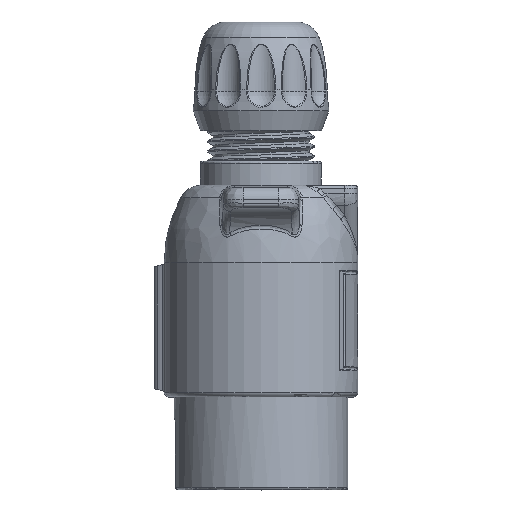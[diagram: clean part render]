
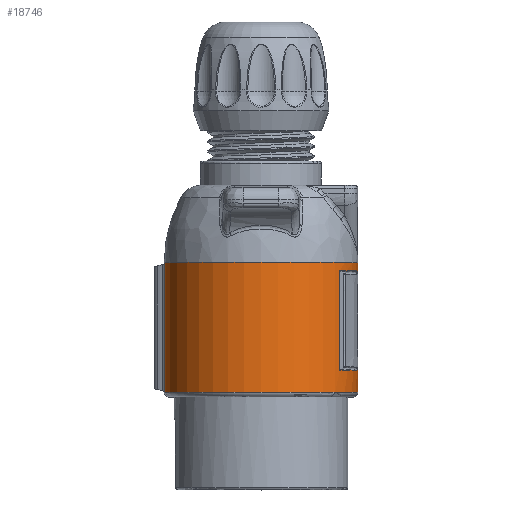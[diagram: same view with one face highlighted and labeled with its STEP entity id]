
A CAD part, top view. The second image highlights one B-rep face of the part: STEP entity #18746.
In plain terms, the highlighted cylindrical face has radius 20.024 mm (diameter 40.048 mm), a partial arc.
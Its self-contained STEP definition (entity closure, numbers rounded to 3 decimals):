
#3832=CARTESIAN_POINT('',(22.229,27.8,-0.022));
#3833=DIRECTION('',(0.,-1.,0.));
#3834=DIRECTION('',(1.,0.,0.001));
#3835=AXIS2_PLACEMENT_3D('',#3832,#3833,#3834);
#4730=DIRECTION('',(-0.001,-1.,0.));
#4731=VECTOR('',#4730,1.7);
#4732=CARTESIAN_POINT('',(42.252,27.8,0.));
#4733=LINE('',#4732,#4731);
#4734=CARTESIAN_POINT('',(42.251,26.1,0.));
#4735=CARTESIAN_POINT('',(42.25,26.1,0.458));
#4736=CARTESIAN_POINT('',(42.221,26.1,1.374));
#4737=CARTESIAN_POINT('',(42.077,26.1,2.741));
#4738=CARTESIAN_POINT('',(41.841,26.1,4.095));
#4739=CARTESIAN_POINT('',(41.513,26.1,5.43));
#4740=CARTESIAN_POINT('',(41.094,26.1,6.739));
#4741=CARTESIAN_POINT('',(40.586,26.1,8.016));
#4742=CARTESIAN_POINT('',(39.992,26.1,9.255));
#4743=CARTESIAN_POINT('',(39.314,26.1,10.45));
#4744=CARTESIAN_POINT('',(38.811,26.1,11.216));
#4745=CARTESIAN_POINT('',(38.545,26.1,11.589));
#4747=DIRECTION('',(0.,-1.,0.));
#4748=VECTOR('',#4747,20.6);
#4749=CARTESIAN_POINT('',(38.545,26.1,11.589));
#4750=LINE('',#4749,#4748);
#4751=CARTESIAN_POINT('',(22.229,5.5,-0.022));
#4752=DIRECTION('',(0.,1.,0.));
#4753=DIRECTION('',(0.815,0.,0.58));
#4754=AXIS2_PLACEMENT_3D('',#4751,#4752,#4753);
#4756=DIRECTION('',(0.,-1.,0.));
#4757=VECTOR('',#4756,4.5);
#4758=CARTESIAN_POINT('',(42.251,5.5,0.));
#4759=LINE('',#4758,#4757);
#4760=CARTESIAN_POINT('',(22.229,1.,-0.022));
#4761=DIRECTION('',(0.,-1.,0.));
#4762=DIRECTION('',(1.,0.,0.001));
#4763=AXIS2_PLACEMENT_3D('',#4760,#4761,#4762);
#4765=DIRECTION('',(0.,1.,0.));
#4766=VECTOR('',#4765,26.8);
#4767=CARTESIAN_POINT('',(2.205,1.,
0.));
#4768=LINE('',#4767,#4766);
#4769=CARTESIAN_POINT('',(2.236,1.15,1.084));
#4770=CARTESIAN_POINT('',(2.247,1.146,1.283));
#4771=CARTESIAN_POINT('',(2.274,1.137,1.681));
#4772=CARTESIAN_POINT('',(2.334,1.115,2.277));
#4773=CARTESIAN_POINT('',(2.386,1.097,2.673));
#4774=CARTESIAN_POINT('',(2.415,1.087,2.871));
#4776=CARTESIAN_POINT('',(2.415,27.594,2.871));
#4777=CARTESIAN_POINT('',(2.386,27.584,2.673));
#4778=CARTESIAN_POINT('',(2.334,27.566,2.277));
#4779=CARTESIAN_POINT('',(2.274,27.544,1.681));
#4780=CARTESIAN_POINT('',(2.247,27.535,1.283));
#4781=CARTESIAN_POINT('',(2.236,27.531,1.084));
#4800=CARTESIAN_POINT('',(38.545,26.1,11.589));
#5180=CARTESIAN_POINT('',(2.205,27.8,0.));
#5350=CARTESIAN_POINT('',(42.252,1.,
0.));
#8210=DIRECTION('',(0.,-1.,0.));
#8211=VECTOR('',#8210,26.507);
#8212=CARTESIAN_POINT('',(2.415,27.594,2.871));
#8213=LINE('',#8212,#8211);
#8293=DIRECTION('',(0.,1.,0.));
#8294=VECTOR('',#8293,26.382);
#8295=CARTESIAN_POINT('',(2.236,1.15,1.084));
#8296=LINE('',#8295,#8294);
#10175=CARTESIAN_POINT('',(42.25,26.1,
0.));
#10177=VERTEX_POINT('',#10175);
#10179=VERTEX_POINT('',#4800);
#10198=CARTESIAN_POINT('',(42.252,27.8,
0.));
#10199=VERTEX_POINT('',#10198);
#10230=VERTEX_POINT('',#5180);
#10231=CARTESIAN_POINT('',(2.205,1.,
0.));
#10232=VERTEX_POINT('',#10231);
#10284=VERTEX_POINT('',#5350);
#10285=CARTESIAN_POINT('',(42.251,5.5,0.));
#10286=VERTEX_POINT('',#10285);
#10451=CARTESIAN_POINT('',(38.545,5.5,11.589));
#10452=VERTEX_POINT('',#10451);
#10453=CARTESIAN_POINT('',(2.236,1.15,1.084));
#10454=CARTESIAN_POINT('',(2.236,27.531,1.084));
#10455=VERTEX_POINT('',#10453);
#10456=VERTEX_POINT('',#10454);
#10457=VERTEX_POINT('',#4774);
#10458=CARTESIAN_POINT('',(2.415,27.594,2.871));
#10459=VERTEX_POINT('',#10458);
#18716=CARTESIAN_POINT('',(22.229,14.4,-0.022));
#18717=DIRECTION('',(0.,1.,0.));
#18718=DIRECTION('',(-1.,0.,0.001));
#18719=AXIS2_PLACEMENT_3D('',#18716,#18717,#18718);
#18720=CYLINDRICAL_SURFACE('',#18719,20.024);
#18721=ORIENTED_EDGE('',*,*,#16952,.F.);
#18722=ORIENTED_EDGE('',*,*,#11501,.T.);
#18723=ORIENTED_EDGE('',*,*,#11472,.T.);
#18725=ORIENTED_EDGE('',*,*,#18724,.T.);
#18727=ORIENTED_EDGE('',*,*,#18726,.T.);
#18729=ORIENTED_EDGE('',*,*,#18728,.T.);
#18731=ORIENTED_EDGE('',*,*,#18730,.T.);
#18733=ORIENTED_EDGE('',*,*,#18732,.T.);
#18734=EDGE_LOOP('',(#18721,#18722,#18723,#18725,#18727,#18729,#18731,#18733));
#18735=FACE_OUTER_BOUND('',#18734,.F.);
#18737=ORIENTED_EDGE('',*,*,#18736,.F.);
#18739=ORIENTED_EDGE('',*,*,#18738,.T.);
#18741=ORIENTED_EDGE('',*,*,#18740,.F.);
#18743=ORIENTED_EDGE('',*,*,#18742,.T.);
#18744=EDGE_LOOP('',(#18737,#18739,#18741,#18743));
#18745=FACE_BOUND('',#18744,.F.);
#18746=ADVANCED_FACE('',(#18735,#18745),#18720,.T.);
#3836=CIRCLE('',#3835,20.024);
#4746=B_SPLINE_CURVE_WITH_KNOTS('',3,(#4734,#4735,#4736,#4737,#4738,#4739,#4740,
#4741,#4742,#4743,#4744,#4745),.UNSPECIFIED.,.F.,.F.,(4,1,1,1,1,1,1,1,1,4),
(0.,0.111,0.222,0.333,0.444,
0.556,0.667,0.778,0.889,1.),
.UNSPECIFIED.);
#4755=CIRCLE('',#4754,20.024);
#4764=CIRCLE('',#4763,20.024);
#4775=B_SPLINE_CURVE_WITH_KNOTS('',3,(#4769,#4770,#4771,#4772,#4773,#4774),
.UNSPECIFIED.,.F.,.F.,(4,1,1,4),(0.,0.333,0.667,1.),
.UNSPECIFIED.);
#4782=B_SPLINE_CURVE_WITH_KNOTS('',3,(#4776,#4777,#4778,#4779,#4780,#4781),
.UNSPECIFIED.,.F.,.F.,(4,1,1,4),(0.,0.333,0.667,1.),
.UNSPECIFIED.);
#11472=EDGE_CURVE('',#10177,#10179,#4746,.T.);
#11501=EDGE_CURVE('',#10199,#10177,#4733,.T.);
#16952=EDGE_CURVE('',#10199,#10230,#3836,.T.);
#18724=EDGE_CURVE('',#10179,#10452,#4750,.T.);
#18726=EDGE_CURVE('',#10452,#10286,#4755,.T.);
#18728=EDGE_CURVE('',#10286,#10284,#4759,.T.);
#18730=EDGE_CURVE('',#10284,#10232,#4764,.T.);
#18732=EDGE_CURVE('',#10232,#10230,#4768,.T.);
#18736=EDGE_CURVE('',#10455,#10456,#8296,.T.);
#18738=EDGE_CURVE('',#10455,#10457,#4775,.T.);
#18740=EDGE_CURVE('',#10459,#10457,#8213,.T.);
#18742=EDGE_CURVE('',#10459,#10456,#4782,.T.);
